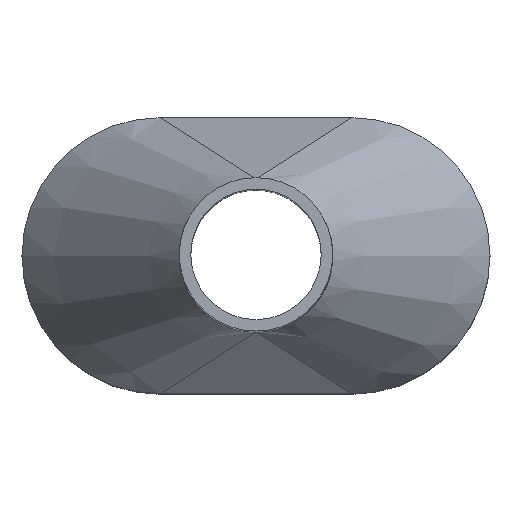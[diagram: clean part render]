
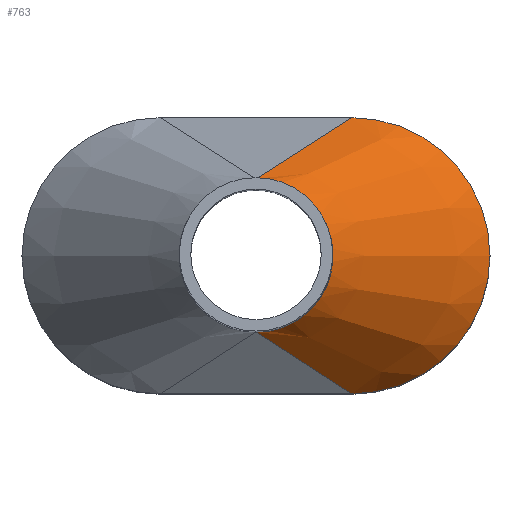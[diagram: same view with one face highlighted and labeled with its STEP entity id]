
A CAD part, top view. The second image highlights one B-rep face of the part: STEP entity #763.
In plain terms, the highlighted free-form (B-spline) face has degree [5, 5] with [6, 9] control points.
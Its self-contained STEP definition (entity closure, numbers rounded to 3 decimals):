
#222=AXIS2_PLACEMENT_3D('Circle Axis2P3D',#220,#221,$) ;
#217=CARTESIAN_POINT('Vertex',(4.3,3.6,3.6)) ;
#220=CARTESIAN_POINT('Axis2P3D Location',(4.3,1.8,3.6)) ;
#224=CARTESIAN_POINT('Vertex',(4.3,0.,3.6)) ;
#567=CARTESIAN_POINT('Vertex',(3.055,2.8,6.)) ;
#570=CARTESIAN_POINT('Line Origine',(3.678,3.2,4.8)) ;
#591=CARTESIAN_POINT('Vertex',(3.055,0.8,6.)) ;
#595=CARTESIAN_POINT('Control Point',(3.055,0.8,6.)) ;
#596=CARTESIAN_POINT('Control Point',(3.183,0.8,6.)) ;
#597=CARTESIAN_POINT('Control Point',(3.31,0.82,6.)) ;
#598=CARTESIAN_POINT('Control Point',(3.433,0.861,6.)) ;
#599=CARTESIAN_POINT('Control Point',(3.663,0.981,6.)) ;
#600=CARTESIAN_POINT('Control Point',(3.844,1.166,6.)) ;
#601=CARTESIAN_POINT('Control Point',(3.919,1.273,6.)) ;
#602=CARTESIAN_POINT('Control Point',(4.033,1.507,6.)) ;
#603=CARTESIAN_POINT('Control Point',(4.067,1.764,6.)) ;
#604=CARTESIAN_POINT('Control Point',(4.063,1.895,6.)) ;
#605=CARTESIAN_POINT('Control Point',(4.014,2.15,6.)) ;
#606=CARTESIAN_POINT('Control Point',(3.887,2.377,6.)) ;
#607=CARTESIAN_POINT('Control Point',(3.805,2.48,6.)) ;
#608=CARTESIAN_POINT('Control Point',(3.623,2.646,6.)) ;
#609=CARTESIAN_POINT('Control Point',(3.399,2.75,6.)) ;
#610=CARTESIAN_POINT('Control Point',(3.286,2.783,6.)) ;
#611=CARTESIAN_POINT('Control Point',(3.171,2.8,6.)) ;
#612=CARTESIAN_POINT('Control Point',(3.055,2.8,6.)) ;
#690=CARTESIAN_POINT('Line Origine',(3.678,0.4,4.8)) ;
#703=CARTESIAN_POINT('Control Point',(3.055,0.8,6.)) ;
#704=CARTESIAN_POINT('Control Point',(3.369,0.8,6.)) ;
#705=CARTESIAN_POINT('Control Point',(3.684,0.923,6.)) ;
#706=CARTESIAN_POINT('Control Point',(3.932,1.172,6.)) ;
#707=CARTESIAN_POINT('Control Point',(4.178,1.8,6.)) ;
#708=CARTESIAN_POINT('Control Point',(3.932,2.428,6.)) ;
#709=CARTESIAN_POINT('Control Point',(3.684,2.677,6.)) ;
#710=CARTESIAN_POINT('Control Point',(3.369,2.8,6.)) ;
#711=CARTESIAN_POINT('Control Point',(3.055,2.8,6.)) ;
#712=CARTESIAN_POINT('Control Point',(3.304,0.64,5.52)) ;
#713=CARTESIAN_POINT('Control Point',(3.668,0.64,5.52)) ;
#714=CARTESIAN_POINT('Control Point',(4.033,0.783,5.52)) ;
#715=CARTESIAN_POINT('Control Point',(4.321,1.071,5.52)) ;
#716=CARTESIAN_POINT('Control Point',(4.607,1.8,5.52)) ;
#717=CARTESIAN_POINT('Control Point',(4.321,2.529,5.52)) ;
#718=CARTESIAN_POINT('Control Point',(4.033,2.817,5.52)) ;
#719=CARTESIAN_POINT('Control Point',(3.668,2.96,5.52)) ;
#720=CARTESIAN_POINT('Control Point',(3.304,2.96,5.52)) ;
#721=CARTESIAN_POINT('Control Point',(3.553,0.48,5.04)) ;
#722=CARTESIAN_POINT('Control Point',(3.968,0.48,5.04)) ;
#723=CARTESIAN_POINT('Control Point',(4.383,0.642,5.04)) ;
#724=CARTESIAN_POINT('Control Point',(4.711,0.971,5.04)) ;
#725=CARTESIAN_POINT('Control Point',(5.035,1.8,5.04)) ;
#726=CARTESIAN_POINT('Control Point',(4.711,2.629,5.04)) ;
#727=CARTESIAN_POINT('Control Point',(4.383,2.958,5.04)) ;
#728=CARTESIAN_POINT('Control Point',(3.968,3.12,5.04)) ;
#729=CARTESIAN_POINT('Control Point',(3.553,3.12,5.04)) ;
#730=CARTESIAN_POINT('Control Point',(3.802,0.32,4.56)) ;
#731=CARTESIAN_POINT('Control Point',(4.267,0.32,4.56)) ;
#732=CARTESIAN_POINT('Control Point',(4.732,0.502,4.56)) ;
#733=CARTESIAN_POINT('Control Point',(5.1,0.87,4.56)) ;
#734=CARTESIAN_POINT('Control Point',(5.464,1.8,4.56)) ;
#735=CARTESIAN_POINT('Control Point',(5.1,2.73,4.56)) ;
#736=CARTESIAN_POINT('Control Point',(4.732,3.098,4.56)) ;
#737=CARTESIAN_POINT('Control Point',(4.267,3.28,4.56)) ;
#738=CARTESIAN_POINT('Control Point',(3.802,3.28,4.56)) ;
#739=CARTESIAN_POINT('Control Point',(4.051,0.16,4.08)) ;
#740=CARTESIAN_POINT('Control Point',(4.566,0.16,4.08)) ;
#741=CARTESIAN_POINT('Control Point',(5.082,0.362,4.08)) ;
#742=CARTESIAN_POINT('Control Point',(5.489,0.77,4.08)) ;
#743=CARTESIAN_POINT('Control Point',(5.893,1.8,4.08)) ;
#744=CARTESIAN_POINT('Control Point',(5.489,2.83,4.08)) ;
#745=CARTESIAN_POINT('Control Point',(5.082,3.238,4.08)) ;
#746=CARTESIAN_POINT('Control Point',(4.566,3.44,4.08)) ;
#747=CARTESIAN_POINT('Control Point',(4.051,3.44,4.08)) ;
#748=CARTESIAN_POINT('Control Point',(4.3,0.,3.6)) ;
#749=CARTESIAN_POINT('Control Point',(4.865,0.,3.6)) ;
#750=CARTESIAN_POINT('Control Point',(5.432,0.221,3.6)) ;
#751=CARTESIAN_POINT('Control Point',(5.879,0.669,3.6)) ;
#752=CARTESIAN_POINT('Control Point',(6.321,1.8,3.6)) ;
#753=CARTESIAN_POINT('Control Point',(5.879,2.931,3.6)) ;
#754=CARTESIAN_POINT('Control Point',(5.432,3.379,3.6)) ;
#755=CARTESIAN_POINT('Control Point',(4.865,3.6,3.6)) ;
#756=CARTESIAN_POINT('Control Point',(4.3,3.6,3.6)) ;
#221=DIRECTION('Axis2P3D Direction',(0.,-0.,1.)) ;
#571=DIRECTION('Vector Direction',(0.442,0.284,-0.851)) ;
#691=DIRECTION('Vector Direction',(0.442,-0.284,-0.851)) ;
#572=VECTOR('Line Direction',#571,1.) ;
#692=VECTOR('Line Direction',#691,1.) ;
#758=ORIENTED_EDGE('',*,*,#226,.T.) ;
#759=ORIENTED_EDGE('',*,*,#574,.F.) ;
#760=ORIENTED_EDGE('',*,*,#613,.F.) ;
#761=ORIENTED_EDGE('',*,*,#694,.T.) ;
#763=ADVANCED_FACE('S3D-Kragen',(#762),#702,.T.) ;
#594=B_SPLINE_CURVE_WITH_KNOTS('',5,(#595,#596,#597,#598,#599,#600,#601,#602,#603,#604,#605,#606,#607,#608,#609,#610,#611,#612),.UNSPECIFIED.,.F.,.U.,(6,3,3,3,3,6),(0.,0.902,1.809,2.716,3.624,4.442),.UNSPECIFIED.) ;
#702=B_SPLINE_SURFACE_WITH_KNOTS('',5,5,((#703,#704,#705,#706,#707,#708,#709,#710,#711),(#712,#713,#714,#715,#716,#717,#718,#719,#720),(#721,#722,#723,#724,#725,#726,#727,#728,#729),(#730,#731,#732,#733,#734,#735,#736,#737,#738),(#739,#740,#741,#742,#743,#744,#745,#746,#747),(#748,#749,#750,#751,#752,#753,#754,#755,#756)),.UNSPECIFIED.,.F.,.F.,.U.,(6,6),(6,3,6),(0.,2.979),(3.142,4.712,6.283),.UNSPECIFIED.) ;
#223=CIRCLE('generated circle',#222,1.8) ;
#226=EDGE_CURVE('',#225,#218,#223,.T.) ;
#574=EDGE_CURVE('',#568,#218,#573,.T.) ;
#613=EDGE_CURVE('',#592,#568,#594,.T.) ;
#694=EDGE_CURVE('',#592,#225,#693,.T.) ;
#757=EDGE_LOOP('',(#758,#759,#760,#761)) ;
#762=FACE_OUTER_BOUND('',#757,.T.) ;
#573=LINE('Line',#570,#572) ;
#693=LINE('Line',#690,#692) ;
#218=VERTEX_POINT('',#217) ;
#225=VERTEX_POINT('',#224) ;
#568=VERTEX_POINT('',#567) ;
#592=VERTEX_POINT('',#591) ;
